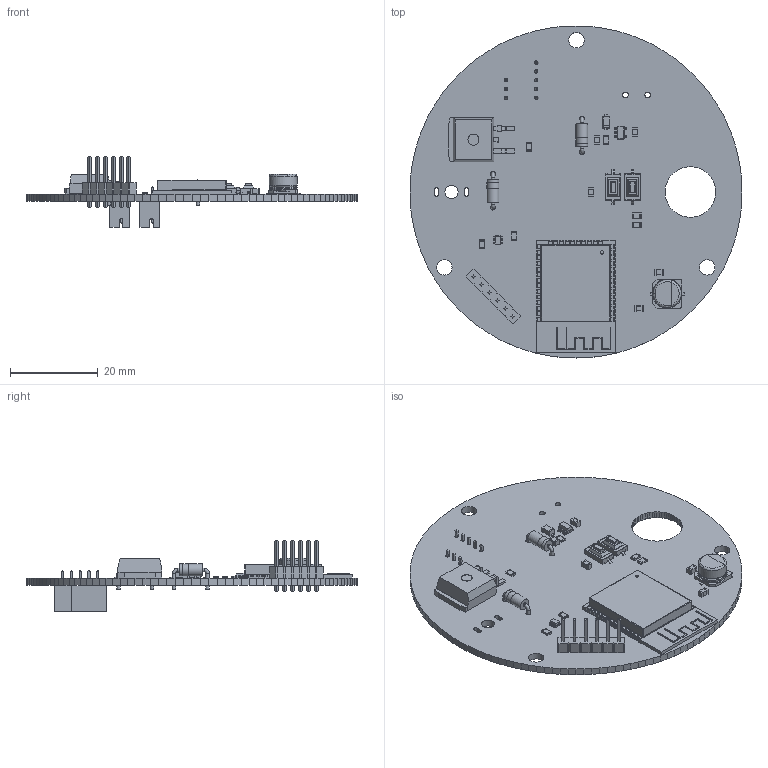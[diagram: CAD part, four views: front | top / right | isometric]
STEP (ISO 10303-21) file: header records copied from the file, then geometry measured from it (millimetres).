
FILE_DESCRIPTION(('FreeCAD Model'),'2;1');
FILE_NAME( 'pcb_assembly.step', '2020-12-15T13:47:05',('Author'),(''), 'Open CASCADE STEP processor 7.3','FreeCAD','Unknown');
FILE_SCHEMA(('AUTOMOTIVE_DESIGN { 1 0 10303 214 1 1 1 1 }'));
Length unit declared in the file: millimetre
Products named in the file (32): pov_ornament; Board_Geoms_356; Local_CS_356; Pcb_356; PCB_Sketch_356; Step_Models_356; Top_356; C3_C_0805_2012Metric_5FD9011F; C4_C_0805_2012Metric_5FD90130; C5_C_0805_2012Metric_5FD90141; D2_D_DO-41_SOD81_P7.62mm_Horizontal_5FD90160; D3_D_DO-41_SOD81_P7.62mm_Horizontal_5FD9017F; D5_D_SOD_123F_5FD901B8; Q2_TO_263_2_5FD90260; R2_R_0805_2012Metric_5FD90271; R6_R_0805_2012Metric_5FD90282; U1_SOT_23_5_5FD90297; C1_C_0805_2012Metric_5FD90E3A; C2_C_0805_2012Metric_5FD90E4B; C7_CP_Elec_63x45_5FD90E73; J2_PinHeader_1x06_P254mm_Vertical_5FD90EA5; Q1_SOT_363_SC_70_6_5FD90EBB; R1_R_0805_2012Metric_5FD90ECC; R4_R_0805_2012Metric_5FD90EDD; R5_R_0805_2012Metric_5FD90EEE; R7_R_0805_2012Metric_5FD90EFF; SW1_SW_SPST_CK_RS282G05A3_5FD90F1A; SW2_SW_SPST_CK_RS282G05A3_5FD90F35; U3_ESP32-WROOM-32_5FD90FA4; Bot_356; J3_JST_B3B_PH_K_5FD901E7; J4_JST_B5B_PH_K_5FD90220
Assembly tree (31 placements, depth 4):
  pov_ornament
    Board_Geoms_356
      Local_CS_356
      Pcb_356
      PCB_Sketch_356
    Step_Models_356
      Top_356
        C3_C_0805_2012Metric_5FD9011F
        C4_C_0805_2012Metric_5FD90130
        C5_C_0805_2012Metric_5FD90141
        D2_D_DO-41_SOD81_P7.62mm_Horizontal_5FD90160
        D3_D_DO-41_SOD81_P7.62mm_Horizontal_5FD9017F
        D5_D_SOD_123F_5FD901B8
        Q2_TO_263_2_5FD90260
        R2_R_0805_2012Metric_5FD90271
        R6_R_0805_2012Metric_5FD90282
        U1_SOT_23_5_5FD90297
        C1_C_0805_2012Metric_5FD90E3A
        C2_C_0805_2012Metric_5FD90E4B
        C7_CP_Elec_63x45_5FD90E73
        J2_PinHeader_1x06_P254mm_Vertical_5FD90EA5
        Q1_SOT_363_SC_70_6_5FD90EBB
        R1_R_0805_2012Metric_5FD90ECC
        R4_R_0805_2012Metric_5FD90EDD
        R5_R_0805_2012Metric_5FD90EEE
        R7_R_0805_2012Metric_5FD90EFF
        SW1_SW_SPST_CK_RS282G05A3_5FD90F1A
        SW2_SW_SPST_CK_RS282G05A3_5FD90F35
        U3_ESP32-WROOM-32_5FD90FA4
      Bot_356
        J3_JST_B3B_PH_K_5FD901E7
        J4_JST_B5B_PH_K_5FD90220
Bounding box: 75.5 x 75.5 x 16.14 mm (x, y, z)
Volume: 8984.9 mm3; surface area: 12642.6 mm2
Topology: 25 solids, 26 shells, 2342 faces, 6285 edges, 4258 vertices
Faces by surface type: plane 1935, cylinder 323, bspline 71, torus 8, sphere 4, revolution 1
Full cylindrical faces by diameter (mm): 0.75 x8, 0.8 x10, 1 x6, 1.1 x4, 1.3 x2, 2.5 x1, 2.7 x4, 2.72 x2, 2.977 x1, 3.5 x3, 6.3 x2
Entity records: 87180 total; most frequent: CARTESIAN_POINT 13382, ORIENTED_EDGE 12176, DIRECTION 11685, EDGE_CURVE 6088, LINE 5316, VECTOR 5316, VERTEX_POINT 3873, AXIS2_PLACEMENT_3D 3184
